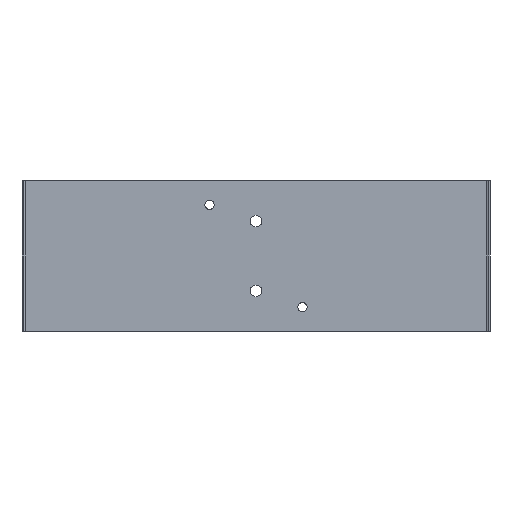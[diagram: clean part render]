
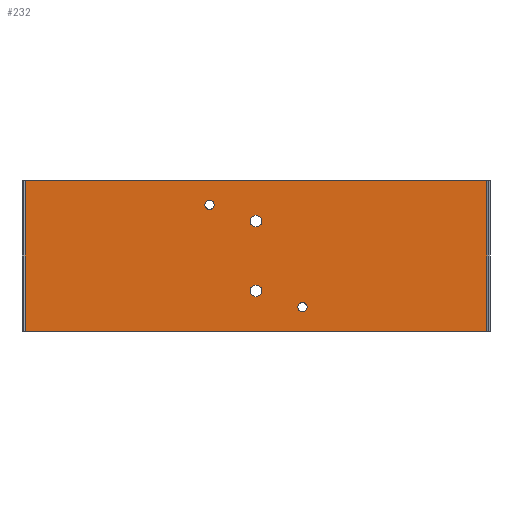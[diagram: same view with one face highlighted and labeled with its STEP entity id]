
A CAD part, front view. The second image highlights one B-rep face of the part: STEP entity #232.
In plain terms, the highlighted planar face has unit normal (0, -1, 0).
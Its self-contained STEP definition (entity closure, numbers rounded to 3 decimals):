
#16 = VERTEX_POINT ( 'NONE', #460 ) ;
#18 = VERTEX_POINT ( 'NONE', #464 ) ;
#23 = VERTEX_POINT ( 'NONE', #447 ) ;
#36 = VERTEX_POINT ( 'NONE', #462 ) ;
#39 = EDGE_LOOP ( 'NONE', ( #587 ) ) ;
#41 = EDGE_LOOP ( 'NONE', ( #581 ) ) ;
#46 = EDGE_LOOP ( 'NONE', ( #563 ) ) ;
#60 = EDGE_LOOP ( 'NONE', ( #562, #588, #589, #577 ) ) ;
#63 = EDGE_LOOP ( 'NONE', ( #584 ) ) ;
#72 = FACE_BOUND ( 'NONE', #46, .T. ) ;
#86 = FACE_BOUND ( 'NONE', #39, .T. ) ;
#91 = FACE_BOUND ( 'NONE', #41, .T. ) ;
#93 = FACE_OUTER_BOUND ( 'NONE', #60, .T. ) ;
#94 = FACE_BOUND ( 'NONE', #63, .T. ) ;
#113 = LINE ( 'NONE', #359, #115 ) ;
#115 = VECTOR ( 'NONE', #267, 1000. ) ;
#132 = CIRCLE ( 'NONE', #483, 2.5 ) ;
#149 = LINE ( 'NONE', #466, #155 ) ;
#151 = CIRCLE ( 'NONE', #485, 2. ) ;
#152 = CIRCLE ( 'NONE', #486, 2. ) ;
#153 = CIRCLE ( 'NONE', #487, 2.5 ) ;
#155 = VECTOR ( 'NONE', #257, 1000. ) ;
#156 = LINE ( 'NONE', #262, #159 ) ;
#159 = VECTOR ( 'NONE', #255, 1000. ) ;
#175 = LINE ( 'NONE', #374, #176 ) ;
#176 = VECTOR ( 'NONE', #372, 1000. ) ;
#178 = VERTEX_POINT ( 'NONE', #404 ) ;
#180 = VERTEX_POINT ( 'NONE', #390 ) ;
#181 = VERTEX_POINT ( 'NONE', #367 ) ;
#182 = VERTEX_POINT ( 'NONE', #365 ) ;
#232 = ADVANCED_FACE ( 'NONE', ( #86, #94, #72, #93, #91 ), #428, .T. ) ;
#250 = DIRECTION ( 'NONE',  ( 0., -1., 0. ) ) ;
#255 = DIRECTION ( 'NONE',  ( 1., 0., 0. ) ) ;
#257 = DIRECTION ( 'NONE',  ( 0., 0., 1. ) ) ;
#259 = DIRECTION ( 'NONE',  ( 1., 0., 0. ) ) ;
#260 = DIRECTION ( 'NONE',  ( 0., -1., 0. ) ) ;
#261 = CARTESIAN_POINT ( 'NONE',  ( 0., 0., -47.5 ) ) ;
#262 = CARTESIAN_POINT ( 'NONE',  ( -99.5, 0., 0. ) ) ;
#267 = DIRECTION ( 'NONE',  ( 0., 0., 1. ) ) ;
#273 = DIRECTION ( 'NONE',  ( 1., 0., 0. ) ) ;
#274 = DIRECTION ( 'NONE',  ( 1., 0., 0. ) ) ;
#275 = DIRECTION ( 'NONE',  ( 1., 0., 0. ) ) ;
#277 = DIRECTION ( 'NONE',  ( 0., -1., 0. ) ) ;
#278 = CARTESIAN_POINT ( 'NONE',  ( -99.5, 0., -65. ) ) ;
#282 = CARTESIAN_POINT ( 'NONE',  ( -20., 0., -10.5 ) ) ;
#283 = DIRECTION ( 'NONE',  ( 0., 1., 0. ) ) ;
#359 = CARTESIAN_POINT ( 'NONE',  ( 99.5, 0., -65. ) ) ;
#365 = CARTESIAN_POINT ( 'NONE',  ( 2.5, 0., -47.5 ) ) ;
#367 = CARTESIAN_POINT ( 'NONE',  ( -18., 0., -10.5 ) ) ;
#372 = DIRECTION ( 'NONE',  ( 1., 0., 0. ) ) ;
#374 = CARTESIAN_POINT ( 'NONE',  ( -99.5, 0., -65. ) ) ;
#387 = DIRECTION ( 'NONE',  ( 0., -1., 0. ) ) ;
#388 = CARTESIAN_POINT ( 'NONE',  ( 20., 0., -54.5 ) ) ;
#390 = CARTESIAN_POINT ( 'NONE',  ( 22., 0., -54.5 ) ) ;
#404 = CARTESIAN_POINT ( 'NONE',  ( 2.5, 0., -17.5 ) ) ;
#428 = PLANE ( 'NONE',  #514 ) ;
#434 = CARTESIAN_POINT ( 'NONE',  ( 0., 0., -17.5 ) ) ;
#447 = CARTESIAN_POINT ( 'NONE',  ( 99.5, 0., -65. ) ) ;
#452 = DIRECTION ( 'NONE',  ( 1., 0., 0. ) ) ;
#460 = CARTESIAN_POINT ( 'NONE',  ( -99.5, 0., -65. ) ) ;
#462 = CARTESIAN_POINT ( 'NONE',  ( -99.5, 0., 0. ) ) ;
#464 = CARTESIAN_POINT ( 'NONE',  ( 99.5, 0., 0. ) ) ;
#466 = CARTESIAN_POINT ( 'NONE',  ( -99.5, 0., -65. ) ) ;
#483 = AXIS2_PLACEMENT_3D ( 'NONE', #434, #283, #275 ) ;
#485 = AXIS2_PLACEMENT_3D ( 'NONE', #388, #387, #273 ) ;
#486 = AXIS2_PLACEMENT_3D ( 'NONE', #282, #277, #274 ) ;
#487 = AXIS2_PLACEMENT_3D ( 'NONE', #261, #260, #259 ) ;
#514 = AXIS2_PLACEMENT_3D ( 'NONE', #278, #250, #452 ) ;
#562 = ORIENTED_EDGE ( 'NONE', *, *, #630, .F. ) ;
#563 = ORIENTED_EDGE ( 'NONE', *, *, #619, .F. ) ;
#577 = ORIENTED_EDGE ( 'NONE', *, *, #596, .T. ) ;
#581 = ORIENTED_EDGE ( 'NONE', *, *, #607, .T. ) ;
#584 = ORIENTED_EDGE ( 'NONE', *, *, #618, .F. ) ;
#587 = ORIENTED_EDGE ( 'NONE', *, *, #617, .F. ) ;
#588 = ORIENTED_EDGE ( 'NONE', *, *, #620, .F. ) ;
#589 = ORIENTED_EDGE ( 'NONE', *, *, #642, .T. ) ;
#596 = EDGE_CURVE ( 'NONE', #23, #18, #113, .T. ) ;
#607 = EDGE_CURVE ( 'NONE', #178, #178, #132, .T. ) ;
#617 = EDGE_CURVE ( 'NONE', #180, #180, #151, .T. ) ;
#618 = EDGE_CURVE ( 'NONE', #181, #181, #152, .T. ) ;
#619 = EDGE_CURVE ( 'NONE', #182, #182, #153, .T. ) ;
#620 = EDGE_CURVE ( 'NONE', #16, #36, #149, .T. ) ;
#630 = EDGE_CURVE ( 'NONE', #36, #18, #156, .T. ) ;
#642 = EDGE_CURVE ( 'NONE', #16, #23, #175, .T. ) ;
